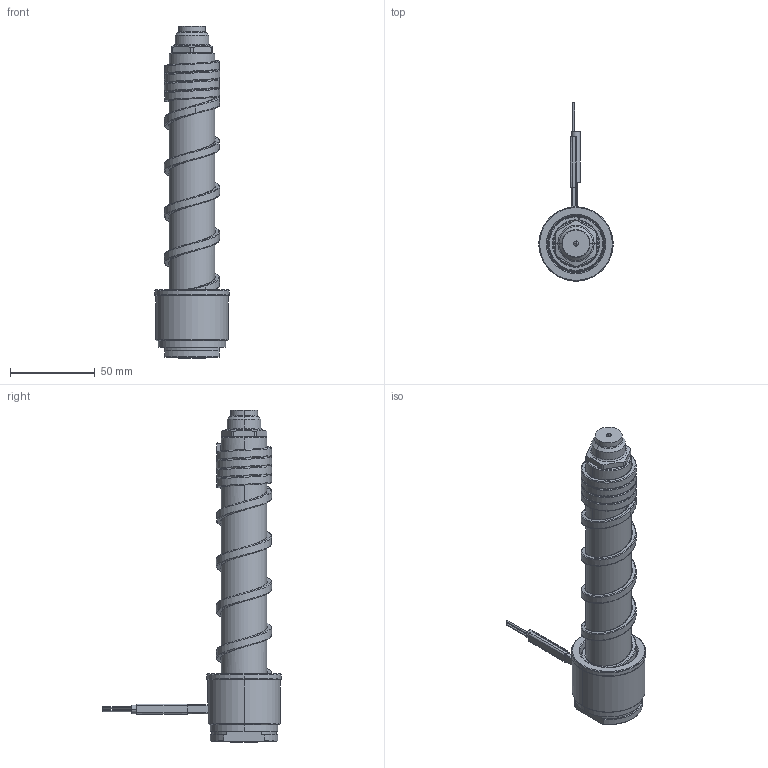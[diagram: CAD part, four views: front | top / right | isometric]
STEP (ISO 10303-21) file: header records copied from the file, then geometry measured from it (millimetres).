
FILE_DESCRIPTION((''),'2;1');
FILE_NAME('EL-196-BES-N','2014-02-25T',('Íàòàëüÿ'),('IMID'),'PRO/ENGINEER BY PARAMETRIC TECHNOLOGY CORPORATION, 2010180','PRO/ENGINEER BY PARAMETRIC TECHNOLOGY CORPORATION, 2010180','');
FILE_SCHEMA(('CONFIG_CONTROL_DESIGN'));
Length unit declared in the file: millimetre
Products named in the file (1): EL-196-BES-N
Bounding box: 44 x 105.5 x 196.3 mm (x, y, z)
Volume: 133971.9 mm3; surface area: 48643.4 mm2
Topology: 1 solids, 9 shells, 348 faces, 885 edges, 527 vertices
Faces by surface type: cylinder 114, cone 64, bspline 63, plane 54, torus 34, revolution 9, extrusion 8, sphere 2
Entity records: 22446 total; most frequent: CARTESIAN_POINT 14501, ORIENTED_EDGE 1726, DIRECTION 1520, EDGE_CURVE 875, AXIS2_PLACEMENT_3D 602, VERTEX_POINT 527, EDGE_LOOP 372, FACE_OUTER_BOUND 348
